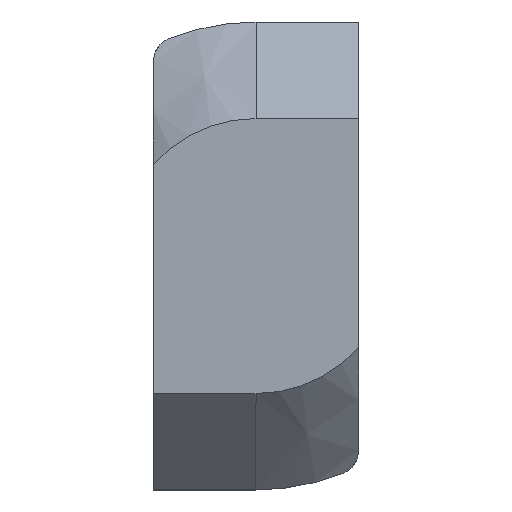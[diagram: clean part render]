
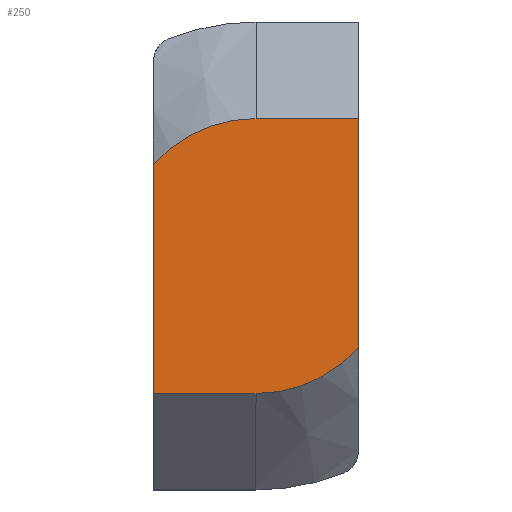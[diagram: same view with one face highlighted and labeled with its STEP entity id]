
A CAD part, front view. The second image highlights one B-rep face of the part: STEP entity #250.
In plain terms, the highlighted planar face has unit normal (0, -1, 0).
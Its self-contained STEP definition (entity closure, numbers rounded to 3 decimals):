
#14 = LINE ( 'NONE', #625, #874 ) ;
#57 = VERTEX_POINT ( 'NONE', #70 ) ;
#61 = CARTESIAN_POINT ( 'NONE',  ( -4.25, 0., -5.7 ) ) ;
#70 = CARTESIAN_POINT ( 'NONE',  ( 0., 0., -5.7 ) ) ;
#128 = DIRECTION ( 'NONE',  ( 0., 1., 0. ) ) ;
#140 = AXIS2_PLACEMENT_3D ( 'NONE', #327, #675, #321 ) ;
#188 = DIRECTION ( 'NONE',  ( 1., 0., 0. ) ) ;
#249 = CARTESIAN_POINT ( 'NONE',  ( 4.25, 0., 5.7 ) ) ;
#250 = ADVANCED_FACE ( 'NONE', ( #374 ), #862, .F. ) ;
#259 = VECTOR ( 'NONE', #188, 1000. ) ;
#273 = LINE ( 'NONE', #573, #847 ) ;
#303 = ORIENTED_EDGE ( 'NONE', *, *, #481, .F. ) ;
#307 = DIRECTION ( 'NONE',  ( 0., 1., 0. ) ) ;
#321 = DIRECTION ( 'NONE',  ( 0., 0., 1. ) ) ;
#322 = ORIENTED_EDGE ( 'NONE', *, *, #727, .F. ) ;
#327 = CARTESIAN_POINT ( 'NONE',  ( 0., 0., 0. ) ) ;
#338 = VERTEX_POINT ( 'NONE', #622 ) ;
#374 = FACE_OUTER_BOUND ( 'NONE', #571, .T. ) ;
#392 = DIRECTION ( 'NONE',  ( 0., 0., 1. ) ) ;
#414 = CARTESIAN_POINT ( 'NONE',  ( 4.25, 0., -3.798 ) ) ;
#444 = DIRECTION ( 'NONE',  ( 0., 0., 1. ) ) ;
#452 = ORIENTED_EDGE ( 'NONE', *, *, #958, .F. ) ;
#481 = EDGE_CURVE ( 'NONE', #338, #799, #499, .T. ) ;
#499 = CIRCLE ( 'NONE', #926, 5.7 ) ;
#522 = VERTEX_POINT ( 'NONE', #414 ) ;
#527 = EDGE_CURVE ( 'NONE', #522, #57, #718, .T. ) ;
#537 = ORIENTED_EDGE ( 'NONE', *, *, #607, .F. ) ;
#562 = CARTESIAN_POINT ( 'NONE',  ( 0., 0., 0. ) ) ;
#571 = EDGE_LOOP ( 'NONE', ( #537, #303, #452, #322, #695, #748 ) ) ;
#573 = CARTESIAN_POINT ( 'NONE',  ( 4.25, 0., -8.07 ) ) ;
#579 = EDGE_CURVE ( 'NONE', #914, #522, #273, .T. ) ;
#607 = EDGE_CURVE ( 'NONE', #799, #914, #909, .T. ) ;
#622 = CARTESIAN_POINT ( 'NONE',  ( -4.25, 0., 3.798 ) ) ;
#625 = CARTESIAN_POINT ( 'NONE',  ( 0., 0., -5.7 ) ) ;
#675 = DIRECTION ( 'NONE',  ( 0., 1., 0. ) ) ;
#695 = ORIENTED_EDGE ( 'NONE', *, *, #527, .F. ) ;
#700 = CARTESIAN_POINT ( 'NONE',  ( 0., 0., 0. ) ) ;
#708 = VECTOR ( 'NONE', #920, 1000. ) ;
#718 = CIRCLE ( 'NONE', #140, 5.7 ) ;
#727 = EDGE_CURVE ( 'NONE', #57, #767, #14, .T. ) ;
#742 = CARTESIAN_POINT ( 'NONE',  ( -4.25, 0., 8.07 ) ) ;
#748 = ORIENTED_EDGE ( 'NONE', *, *, #579, .F. ) ;
#767 = VERTEX_POINT ( 'NONE', #61 ) ;
#795 = LINE ( 'NONE', #742, #708 ) ;
#799 = VERTEX_POINT ( 'NONE', #805 ) ;
#805 = CARTESIAN_POINT ( 'NONE',  ( 0., 0., 5.7 ) ) ;
#835 = AXIS2_PLACEMENT_3D ( 'NONE', #700, #128, #444 ) ;
#847 = VECTOR ( 'NONE', #933, 1000. ) ;
#862 = PLANE ( 'NONE',  #835 ) ;
#874 = VECTOR ( 'NONE', #1031, 1000. ) ;
#909 = LINE ( 'NONE', #936, #259 ) ;
#914 = VERTEX_POINT ( 'NONE', #249 ) ;
#920 = DIRECTION ( 'NONE',  ( 0., 0., 1. ) ) ;
#926 = AXIS2_PLACEMENT_3D ( 'NONE', #562, #307, #392 ) ;
#933 = DIRECTION ( 'NONE',  ( 0., 0., -1. ) ) ;
#936 = CARTESIAN_POINT ( 'NONE',  ( 0., 0., 5.7 ) ) ;
#958 = EDGE_CURVE ( 'NONE', #767, #338, #795, .T. ) ;
#1031 = DIRECTION ( 'NONE',  ( -1., 0., 0. ) ) ;
